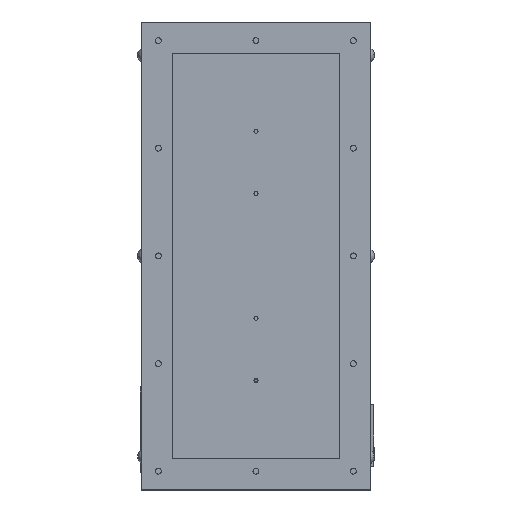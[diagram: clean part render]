
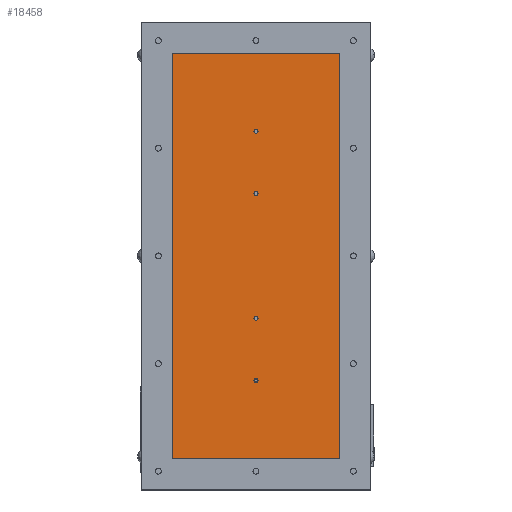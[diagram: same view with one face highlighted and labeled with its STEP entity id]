
A CAD part, top view. The second image highlights one B-rep face of the part: STEP entity #18458.
In plain terms, the highlighted planar face has unit normal (0, 0, 1).
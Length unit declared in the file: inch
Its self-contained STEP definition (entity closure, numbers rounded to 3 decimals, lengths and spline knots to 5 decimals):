
#416 = FACE_BOUND ( 'NONE', #16809, .T. ) ;
#530 = EDGE_LOOP ( 'NONE', ( #11075, #17353 ) ) ;
#1007 = DIRECTION ( 'NONE',  ( 0., 0., 1. ) ) ;
#1039 = EDGE_LOOP ( 'NONE', ( #7707, #12554, #20665, #15960 ) ) ;
#1053 = VECTOR ( 'NONE', #9416, 39.37008 ) ;
#1857 = VERTEX_POINT ( 'NONE', #18778 ) ;
#2037 = EDGE_CURVE ( 'NONE', #17869, #1857, #4435, .T. ) ;
#2354 = EDGE_CURVE ( 'NONE', #2538, #17869, #17506, .T. ) ;
#2392 = ORIENTED_EDGE ( 'NONE', *, *, #17777, .F. ) ;
#2478 = CARTESIAN_POINT ( 'NONE',  ( 13.26105, -0.97412, 1.22323 ) ) ;
#2538 = VERTEX_POINT ( 'NONE', #3182 ) ;
#2647 = CIRCLE ( 'NONE', #9136, 0.065 ) ;
#3182 = CARTESIAN_POINT ( 'NONE',  ( 13.26105, -0.97412, 1.22323 ) ) ;
#3254 = CIRCLE ( 'NONE', #13907, 0.065 ) ;
#3324 = DIRECTION ( 'NONE',  ( 0., 0., 1. ) ) ;
#3427 = CARTESIAN_POINT ( 'NONE',  ( 16.01355, -9.47412, 1.22323 ) ) ;
#3589 = DIRECTION ( 'NONE',  ( 0., 0., 1. ) ) ;
#3798 = VERTEX_POINT ( 'NONE', #21224 ) ;
#3999 = CARTESIAN_POINT ( 'NONE',  ( 18.63605, -13.97412, 1.22323 ) ) ;
#4435 = LINE ( 'NONE', #7042, #23236 ) ;
#4511 = VERTEX_POINT ( 'NONE', #12500 ) ;
#4615 = EDGE_CURVE ( 'NONE', #4511, #9992, #17654, .T. ) ;
#4773 = ORIENTED_EDGE ( 'NONE', *, *, #4615, .F. ) ;
#5015 = VERTEX_POINT ( 'NONE', #15957 ) ;
#5199 = DIRECTION ( 'NONE',  ( 0., 0., 1. ) ) ;
#5356 = LINE ( 'NONE', #3999, #1053 ) ;
#5446 = ORIENTED_EDGE ( 'NONE', *, *, #22724, .F. ) ;
#5684 = CARTESIAN_POINT ( 'NONE',  ( 13.26105, -13.97412, 1.22323 ) ) ;
#5874 = VERTEX_POINT ( 'NONE', #10706 ) ;
#6847 = DIRECTION ( 'NONE',  ( 0., 1., 0. ) ) ;
#6946 = AXIS2_PLACEMENT_3D ( 'NONE', #19937, #9033, #21783 ) ;
#6970 = EDGE_CURVE ( 'NONE', #5874, #5015, #2647, .T. ) ;
#7042 = CARTESIAN_POINT ( 'NONE',  ( 18.63605, -0.97412, 1.22323 ) ) ;
#7707 = ORIENTED_EDGE ( 'NONE', *, *, #2354, .F. ) ;
#7713 = CARTESIAN_POINT ( 'NONE',  ( 15.94855, -11.47412, 1.22323 ) ) ;
#8264 = ORIENTED_EDGE ( 'NONE', *, *, #15482, .F. ) ;
#8716 = CIRCLE ( 'NONE', #12959, 0.065 ) ;
#9033 = DIRECTION ( 'NONE',  ( 0., 0., 1. ) ) ;
#9035 = CARTESIAN_POINT ( 'NONE',  ( 18.63605, -0.97412, 1.22323 ) ) ;
#9136 = AXIS2_PLACEMENT_3D ( 'NONE', #11943, #1007, #13753 ) ;
#9226 = DIRECTION ( 'NONE',  ( 0., 0., 1. ) ) ;
#9416 = DIRECTION ( 'NONE',  ( -1., 0., 0. ) ) ;
#9539 = DIRECTION ( 'NONE',  ( -1., 0., 0. ) ) ;
#9624 = CARTESIAN_POINT ( 'NONE',  ( 15.88355, -3.47412, 1.22323 ) ) ;
#9667 = EDGE_CURVE ( 'NONE', #1857, #19503, #5356, .T. ) ;
#9992 = VERTEX_POINT ( 'NONE', #10916 ) ;
#10108 = FACE_BOUND ( 'NONE', #10486, .T. ) ;
#10486 = EDGE_LOOP ( 'NONE', ( #4773, #5446 ) ) ;
#10508 = DIRECTION ( 'NONE',  ( 0., 0., 1. ) ) ;
#10682 = DIRECTION ( 'NONE',  ( 0., 0., -1. ) ) ;
#10706 = CARTESIAN_POINT ( 'NONE',  ( 16.01355, -5.47412, 1.22323 ) ) ;
#10780 = VERTEX_POINT ( 'NONE', #12079 ) ;
#10916 = CARTESIAN_POINT ( 'NONE',  ( 16.01355, -11.47412, 1.22323 ) ) ;
#11075 = ORIENTED_EDGE ( 'NONE', *, *, #12617, .F. ) ;
#11261 = VECTOR ( 'NONE', #6847, 39.37008 ) ;
#11943 = CARTESIAN_POINT ( 'NONE',  ( 15.94855, -5.47412, 1.22323 ) ) ;
#12034 = AXIS2_PLACEMENT_3D ( 'NONE', #17905, #10682, #23415 ) ;
#12079 = CARTESIAN_POINT ( 'NONE',  ( 15.88355, -9.47412, 1.22323 ) ) ;
#12083 = CIRCLE ( 'NONE', #19229, 0.065 ) ;
#12212 = VERTEX_POINT ( 'NONE', #9624 ) ;
#12500 = CARTESIAN_POINT ( 'NONE',  ( 15.88355, -11.47412, 1.22323 ) ) ;
#12541 = AXIS2_PLACEMENT_3D ( 'NONE', #21407, #10508, #23231 ) ;
#12554 = ORIENTED_EDGE ( 'NONE', *, *, #18389, .F. ) ;
#12617 = EDGE_CURVE ( 'NONE', #5015, #5874, #18110, .T. ) ;
#12673 = VECTOR ( 'NONE', #22486, 39.37008 ) ;
#12922 = AXIS2_PLACEMENT_3D ( 'NONE', #14487, #3589, #16314 ) ;
#12959 = AXIS2_PLACEMENT_3D ( 'NONE', #16108, #5199, #17939 ) ;
#13753 = DIRECTION ( 'NONE',  ( -1., 0., 0. ) ) ;
#13907 = AXIS2_PLACEMENT_3D ( 'NONE', #7713, #20429, #9539 ) ;
#14224 = CARTESIAN_POINT ( 'NONE',  ( 15.94855, -3.47412, 1.22323 ) ) ;
#14275 = ORIENTED_EDGE ( 'NONE', *, *, #22527, .F. ) ;
#14378 = FACE_BOUND ( 'NONE', #18036, .T. ) ;
#14487 = CARTESIAN_POINT ( 'NONE',  ( 15.94855, -9.47412, 1.22323 ) ) ;
#14612 = CIRCLE ( 'NONE', #12541, 0.065 ) ;
#14671 = ORIENTED_EDGE ( 'NONE', *, *, #20352, .F. ) ;
#15482 = EDGE_CURVE ( 'NONE', #20412, #10780, #22534, .T. ) ;
#15622 = AXIS2_PLACEMENT_3D ( 'NONE', #20131, #9226, #21969 ) ;
#15957 = CARTESIAN_POINT ( 'NONE',  ( 15.88355, -5.47412, 1.22323 ) ) ;
#15960 = ORIENTED_EDGE ( 'NONE', *, *, #2037, .F. ) ;
#16052 = DIRECTION ( 'NONE',  ( -1., 0., 0. ) ) ;
#16108 = CARTESIAN_POINT ( 'NONE',  ( 15.94855, -3.47412, 1.22323 ) ) ;
#16314 = DIRECTION ( 'NONE',  ( -1., 0., 0. ) ) ;
#16809 = EDGE_LOOP ( 'NONE', ( #14671, #8264 ) ) ;
#17353 = ORIENTED_EDGE ( 'NONE', *, *, #6970, .F. ) ;
#17506 = LINE ( 'NONE', #2478, #12673 ) ;
#17654 = CIRCLE ( 'NONE', #15622, 0.065 ) ;
#17733 = CARTESIAN_POINT ( 'NONE',  ( 13.26105, -13.97412, 1.22323 ) ) ;
#17777 = EDGE_CURVE ( 'NONE', #3798, #12212, #8716, .T. ) ;
#17869 = VERTEX_POINT ( 'NONE', #9035 ) ;
#17905 = CARTESIAN_POINT ( 'NONE',  ( 18.63605, -0.97412, 1.22323 ) ) ;
#17939 = DIRECTION ( 'NONE',  ( -1., 0., 0. ) ) ;
#18036 = EDGE_LOOP ( 'NONE', ( #14275, #2392 ) ) ;
#18110 = CIRCLE ( 'NONE', #6946, 0.065 ) ;
#18389 = EDGE_CURVE ( 'NONE', #19503, #2538, #21504, .T. ) ;
#18458 = ADVANCED_FACE ( 'NONE', ( #20369, #19194, #14378, #10108, #416 ), #21582, .F. ) ;
#18778 = CARTESIAN_POINT ( 'NONE',  ( 18.63605, -13.97412, 1.22323 ) ) ;
#19194 = FACE_BOUND ( 'NONE', #530, .T. ) ;
#19229 = AXIS2_PLACEMENT_3D ( 'NONE', #14224, #3324, #16052 ) ;
#19503 = VERTEX_POINT ( 'NONE', #5684 ) ;
#19763 = DIRECTION ( 'NONE',  ( 0., -1., 0. ) ) ;
#19937 = CARTESIAN_POINT ( 'NONE',  ( 15.94855, -5.47412, 1.22323 ) ) ;
#20131 = CARTESIAN_POINT ( 'NONE',  ( 15.94855, -11.47412, 1.22323 ) ) ;
#20352 = EDGE_CURVE ( 'NONE', #10780, #20412, #14612, .T. ) ;
#20369 = FACE_OUTER_BOUND ( 'NONE', #1039, .T. ) ;
#20412 = VERTEX_POINT ( 'NONE', #3427 ) ;
#20429 = DIRECTION ( 'NONE',  ( 0., 0., 1. ) ) ;
#20665 = ORIENTED_EDGE ( 'NONE', *, *, #9667, .F. ) ;
#21224 = CARTESIAN_POINT ( 'NONE',  ( 16.01355, -3.47412, 1.22323 ) ) ;
#21407 = CARTESIAN_POINT ( 'NONE',  ( 15.94855, -9.47412, 1.22323 ) ) ;
#21504 = LINE ( 'NONE', #17733, #11261 ) ;
#21582 = PLANE ( 'NONE',  #12034 ) ;
#21783 = DIRECTION ( 'NONE',  ( -1., 0., 0. ) ) ;
#21969 = DIRECTION ( 'NONE',  ( -1., 0., 0. ) ) ;
#22486 = DIRECTION ( 'NONE',  ( 1., 0., 0. ) ) ;
#22527 = EDGE_CURVE ( 'NONE', #12212, #3798, #12083, .T. ) ;
#22534 = CIRCLE ( 'NONE', #12922, 0.065 ) ;
#22724 = EDGE_CURVE ( 'NONE', #9992, #4511, #3254, .T. ) ;
#23231 = DIRECTION ( 'NONE',  ( -1., 0., 0. ) ) ;
#23236 = VECTOR ( 'NONE', #19763, 39.37008 ) ;
#23415 = DIRECTION ( 'NONE',  ( -1., 0., 0. ) ) ;
